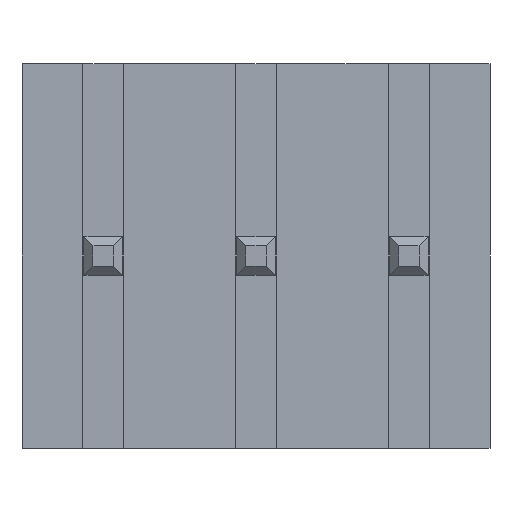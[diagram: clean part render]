
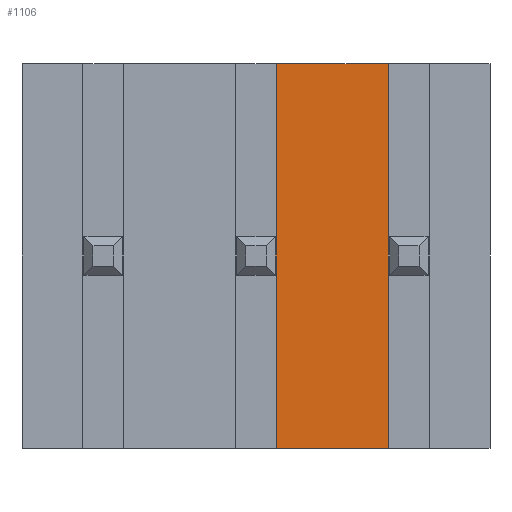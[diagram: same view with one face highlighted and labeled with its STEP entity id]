
A CAD part, front view. The second image highlights one B-rep face of the part: STEP entity #1106.
In plain terms, the highlighted planar face has unit normal (0, -1, 0).
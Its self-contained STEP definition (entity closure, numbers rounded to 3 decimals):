
#41=FACE_OUTER_BOUND('',#109,.T.);
#109=EDGE_LOOP('',(#774,#775,#776,#777));
#176=LINE('',#1579,#326);
#186=LINE('',#1600,#336);
#197=LINE('',#1620,#347);
#205=LINE('',#1635,#355);
#326=VECTOR('',#1274,10.);
#336=VECTOR('',#1290,10.);
#347=VECTOR('',#1307,10.);
#355=VECTOR('',#1319,10.);
#474=VERTEX_POINT('',#1577);
#475=VERTEX_POINT('',#1578);
#482=VERTEX_POINT('',#1598);
#483=VERTEX_POINT('',#1599);
#572=EDGE_CURVE('',#474,#475,#176,.T.);
#582=EDGE_CURVE('',#482,#483,#186,.T.);
#593=EDGE_CURVE('',#483,#474,#197,.T.);
#601=EDGE_CURVE('',#475,#482,#205,.T.);
#774=ORIENTED_EDGE('',*,*,#572,.T.);
#775=ORIENTED_EDGE('',*,*,#601,.T.);
#776=ORIENTED_EDGE('',*,*,#582,.T.);
#777=ORIENTED_EDGE('',*,*,#593,.T.);
#1041=PLANE('',#1191);
#1106=ADVANCED_FACE('',(#41),#1041,.F.);
#1191=AXIS2_PLACEMENT_3D('',#1634,#1317,#1318);
#1274=DIRECTION('',(0.,0.,-1.));
#1290=DIRECTION('',(0.,0.,1.));
#1307=DIRECTION('',(-1.,0.,0.));
#1317=DIRECTION('center_axis',(0.,1.,0.));
#1318=DIRECTION('ref_axis',(1.,0.,0.));
#1319=DIRECTION('',(1.,0.,0.));
#1577=CARTESIAN_POINT('',(0.34,0.,3.2));
#1578=CARTESIAN_POINT('',(0.34,0.,-3.2));
#1579=CARTESIAN_POINT('',(0.34,0.,1.6));
#1598=CARTESIAN_POINT('',(2.2,0.,-3.2));
#1599=CARTESIAN_POINT('',(2.2,0.,3.2));
#1600=CARTESIAN_POINT('',(2.2,0.,-1.6));
#1620=CARTESIAN_POINT('',(3.89,0.,3.2));
#1634=CARTESIAN_POINT('Origin',(0.,0.,0.));
#1635=CARTESIAN_POINT('',(-3.89,0.,-3.2));
